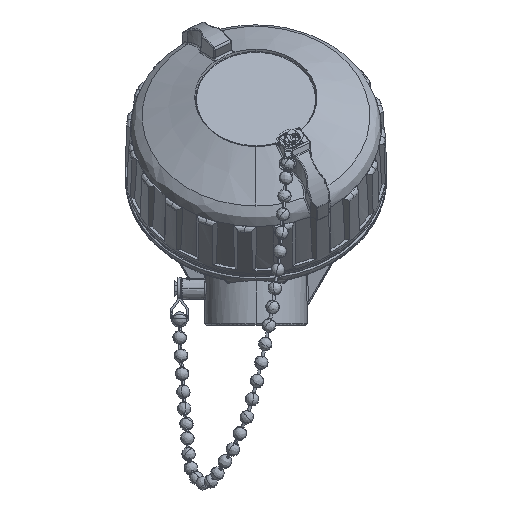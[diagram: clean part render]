
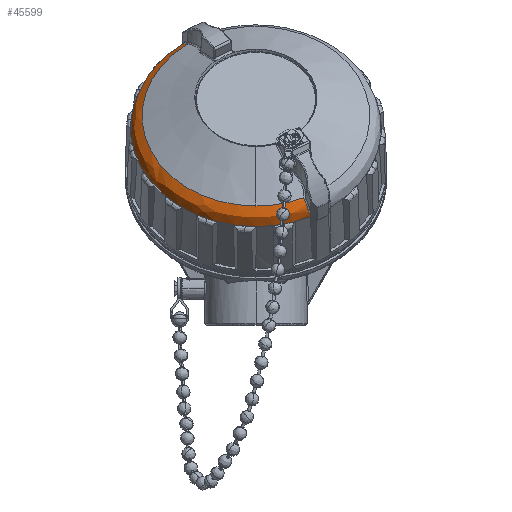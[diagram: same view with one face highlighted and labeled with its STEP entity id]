
A CAD part, left-side view. The second image highlights one B-rep face of the part: STEP entity #45599.
In plain terms, the highlighted free-form (B-spline) face has degree [3, 3] with [4, 4] control points.
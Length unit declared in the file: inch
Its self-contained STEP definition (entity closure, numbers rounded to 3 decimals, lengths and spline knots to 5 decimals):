
#465 = CARTESIAN_POINT ( 'NONE',  ( -4.31916, -0.62899, -0.43796 ) ) ;
#1336 = EDGE_CURVE ( 'NONE', #50965, #36419, #16710, .T. ) ;
#4172 = EDGE_CURVE ( 'NONE', #19034, #51229, #22247, .T. ) ;
#5210 = CARTESIAN_POINT ( 'NONE',  ( -4.28493, -0.68995, -0.59721 ) ) ;
#6274 = CARTESIAN_POINT ( 'NONE',  ( -2.47327, 0.9778, 1.54554 ) ) ;
#6740 = CIRCLE ( 'NONE', #37268, 1.65388 ) ;
#7006 = CARTESIAN_POINT ( 'NONE',  ( -2.53499, 0.95197, 1.61244 ) ) ;
#7280 = CARTESIAN_POINT ( 'NONE',  ( -4.98986, 1.82151, -1.7014 ) ) ;
#7784 = VERTEX_POINT ( 'NONE', #21460 ) ;
#8052 = CARTESIAN_POINT ( 'NONE',  ( -2.74175, 0.91221, 1.58103 ) ) ;
#8855 = EDGE_CURVE ( 'NONE', #37944, #31856, #28832, .T. ) ;
#9089 = ORIENTED_EDGE ( 'NONE', *, *, #8855, .T. ) ;
#10661 = CARTESIAN_POINT ( 'NONE',  ( -2.46037, 0.97794, 1.5362 ) ) ;
#10779 = DIRECTION ( 'NONE',  ( 0.788, 0., -0.616 ) ) ;
#12732 = CARTESIAN_POINT ( 'NONE',  ( -2.74175, 0.91221, 1.58103 ) ) ;
#14393 = AXIS2_PLACEMENT_3D ( 'NONE', #50137, #44949, #16493 ) ;
#14473 = CARTESIAN_POINT ( 'NONE',  ( -2.4872, 0.97814, 1.55323 ) ) ;
#15278 = DIRECTION ( 'NONE',  ( -0.528, -0.515, -0.675 ) ) ;
#15463 = CARTESIAN_POINT ( 'NONE',  ( -4.2715, -0.74468, -0.61019 ) ) ;
#15964 = CARTESIAN_POINT ( 'NONE',  ( -4.26496, -0.69569, -0.62626 ) ) ;
#16493 = DIRECTION ( 'NONE',  ( -0.528, -0.515, -0.675 ) ) ;
#16710 = B_SPLINE_CURVE_WITH_KNOTS ( 'NONE', 3,
 ( #10661, #6274, #14473, #31389, #19385, #40133 ),
 .UNSPECIFIED., .F., .F.,
 ( 4, 2, 4 ),
 ( -0.00027, 0.00093, 0.00213 ),
 .UNSPECIFIED. ) ;
#17837 = ORIENTED_EDGE ( 'NONE', *, *, #28024, .T. ) ;
#18700 = CARTESIAN_POINT ( 'NONE',  ( -2.71225, 0.92786, 1.59068 ) ) ;
#19034 = VERTEX_POINT ( 'NONE', #465 ) ;
#19352 = CARTESIAN_POINT ( 'NONE',  ( -3.28159, 0.00015, 0.48508 ) ) ;
#19385 = CARTESIAN_POINT ( 'NONE',  ( -2.53168, 0.98094, 1.56957 ) ) ;
#19469 = CIRCLE ( 'NONE', #50057, 1.65388 ) ;
#19882 = CARTESIAN_POINT ( 'NONE',  ( -4.26496, -0.69569, -0.62626 ) ) ;
#20065 = CARTESIAN_POINT ( 'NONE',  ( -4.29982, -0.68105, -0.56565 ) ) ;
#20183 = CARTESIAN_POINT ( 'NONE',  ( -4.25524, -0.70306, -0.63649 ) ) ;
#21460 = CARTESIAN_POINT ( 'NONE',  ( -4.29982, 0.00015, -0.8182 ) ) ;
#22247 = CIRCLE ( 'NONE', #14393, 1.50407 ) ;
#22253 = CARTESIAN_POINT ( 'NONE',  ( -3.28159, 0.00015, 0.48508 ) ) ;
#22798 = CARTESIAN_POINT ( 'NONE',  ( -2.54729, 0.98255, 1.57226 ) ) ;
#23658 = CARTESIAN_POINT ( 'NONE',  ( -3.55459, 3.29745, 0.3074 ) ) ;
#24268 = CARTESIAN_POINT ( 'NONE',  ( -4.21052, -0.71957, -0.67803 ) ) ;
#26108 = EDGE_LOOP ( 'NONE', ( #37264, #9089, #17837, #31160, #43564, #36071, #42146, #48488 ) ) ;
#26608 = CARTESIAN_POINT ( 'NONE',  ( -2.61389, 0.96618, 1.59224 ) ) ;
#26747 = B_SPLINE_CURVE_WITH_KNOTS ( 'NONE', 3,
 ( #12732, #18700, #51282, #26608, #43579, #22798 ),
 .UNSPECIFIED., .F., .F.,
 ( 4, 2, 4 ),
 ( 0., 0.5, 1. ),
 .UNSPECIFIED. ) ;
#27532 = DIRECTION ( 'NONE',  ( 0.788, 0., -0.616 ) ) ;
#27755 = CARTESIAN_POINT ( 'NONE',  ( -2.63386, 0.92054, 1.6332 ) ) ;
#28023 = CARTESIAN_POINT ( 'NONE',  ( -3.47169, 3.30483, 0.24176 ) ) ;
#28024 = EDGE_CURVE ( 'NONE', #31856, #19034, #30535, .T. ) ;
#28567 = FACE_OUTER_BOUND ( 'NONE', #26108, .T. ) ;
#28585 = EDGE_CURVE ( 'NONE', #51229, #30333, #43765, .T. ) ;
#28832 = B_SPLINE_CURVE_WITH_KNOTS ( 'NONE', 3,
 ( #53032, #24268, #44250, #32466, #20183, #49464 ),
 .UNSPECIFIED., .F., .F.,
 ( 4, 2, 4 ),
 ( -0.00027, 0.00093, 0.00213 ),
 .UNSPECIFIED. ) ;
#29565 =( BOUNDED_SURFACE ( )  B_SPLINE_SURFACE ( 3, 3, ( 
 ( #52684, #45270, #48849, #48576 ),
 ( #27755, #44451, #36489, #49659 ),
 ( #7006, #23658, #40311, #15463 ),
 ( #32118, #28023, #7280, #53227 ) ),
 .UNSPECIFIED., .F., .F., .T. ) 
 B_SPLINE_SURFACE_WITH_KNOTS ( ( 4, 4 ),
 ( 4, 4 ),
 ( 0., 1. ),
 ( 0., 1. ),
 .UNSPECIFIED. ) 
 GEOMETRIC_REPRESENTATION_ITEM ( )  RATIONAL_B_SPLINE_SURFACE ( (
 ( 1., 0.382, 0.382, 1.),
 ( 0.916, 0.35, 0.35, 0.916),
 ( 0.916, 0.35, 0.35, 0.916),
 ( 1., 0.382, 0.382, 1.) ) ) 
 REPRESENTATION_ITEM ( '' )  SURFACE ( )  );
#30123 = CARTESIAN_POINT ( 'NONE',  ( -2.54729, 0.98255, 1.57226 ) ) ;
#30333 = VERTEX_POINT ( 'NONE', #8052 ) ;
#30535 = B_SPLINE_CURVE_WITH_KNOTS ( 'NONE', 3,
 ( #15964, #5210, #20065, #42383, #36723, #46240 ),
 .UNSPECIFIED., .F., .F.,
 ( 4, 2, 4 ),
 ( 0., 0.5, 1. ),
 .UNSPECIFIED. ) ;
#31160 = ORIENTED_EDGE ( 'NONE', *, *, #4172, .T. ) ;
#31389 = CARTESIAN_POINT ( 'NONE',  ( -2.51631, 0.9797, 1.56521 ) ) ;
#31856 = VERTEX_POINT ( 'NONE', #19882 ) ;
#32118 = CARTESIAN_POINT ( 'NONE',  ( -2.44981, 0.9541, 1.54972 ) ) ;
#32466 = CARTESIAN_POINT ( 'NONE',  ( -4.24465, -0.70897, -0.64696 ) ) ;
#34119 = CARTESIAN_POINT ( 'NONE',  ( -4.19822, -0.72002, -0.68815 ) ) ;
#36032 = DIRECTION ( 'NONE',  ( 0.788, 0., -0.616 ) ) ;
#36071 = ORIENTED_EDGE ( 'NONE', *, *, #51555, .T. ) ;
#36307 = CARTESIAN_POINT ( 'NONE',  ( -4.40407, 0.00015, -0.54663 ) ) ;
#36419 = VERTEX_POINT ( 'NONE', #30123 ) ;
#36489 = CARTESIAN_POINT ( 'NONE',  ( -5.08455, 1.75743, -1.50354 ) ) ;
#36723 = CARTESIAN_POINT ( 'NONE',  ( -4.32147, -0.64442, -0.46903 ) ) ;
#36770 = AXIS2_PLACEMENT_3D ( 'NONE', #45573, #36032, #15278 ) ;
#37264 = ORIENTED_EDGE ( 'NONE', *, *, #38037, .F. ) ;
#37268 = AXIS2_PLACEMENT_3D ( 'NONE', #22253, #10779, #39445 ) ;
#37944 = VERTEX_POINT ( 'NONE', #34119 ) ;
#38037 = EDGE_CURVE ( 'NONE', #37944, #7784, #19469, .T. ) ;
#39445 = DIRECTION ( 'NONE',  ( -0.317, 0.857, -0.406 ) ) ;
#40133 = CARTESIAN_POINT ( 'NONE',  ( -2.54729, 0.98255, 1.57226 ) ) ;
#40311 = CARTESIAN_POINT ( 'NONE',  ( -5.06937, 1.81744, -1.63142 ) ) ;
#42146 = ORIENTED_EDGE ( 'NONE', *, *, #1336, .F. ) ;
#42383 = CARTESIAN_POINT ( 'NONE',  ( -4.31809, -0.65828, -0.50155 ) ) ;
#42644 = CARTESIAN_POINT ( 'NONE',  ( -2.46037, 0.97794, 1.5362 ) ) ;
#43564 = ORIENTED_EDGE ( 'NONE', *, *, #28585, .T. ) ;
#43579 = CARTESIAN_POINT ( 'NONE',  ( -2.57996, 0.97589, 1.58505 ) ) ;
#43765 = CIRCLE ( 'NONE', #36770, 1.50407 ) ;
#44250 = CARTESIAN_POINT ( 'NONE',  ( -4.22236, -0.71719, -0.66767 ) ) ;
#44451 = CARTESIAN_POINT ( 'NONE',  ( -3.6198, 3.18856, 0.37126 ) ) ;
#44949 = DIRECTION ( 'NONE',  ( 0.788, 0., -0.616 ) ) ;
#45048 = DIRECTION ( 'NONE',  ( -0.317, 0.857, -0.406 ) ) ;
#45270 = CARTESIAN_POINT ( 'NONE',  ( -3.65095, 3.00547, 0.41731 ) ) ;
#45573 = CARTESIAN_POINT ( 'NONE',  ( -3.47807, 0.00015, 0.63859 ) ) ;
#45599 = ADVANCED_FACE ( 'NONE', ( #28567 ), #29565, .T. ) ;
#46240 = CARTESIAN_POINT ( 'NONE',  ( -4.31916, -0.62899, -0.43796 ) ) ;
#48488 = ORIENTED_EDGE ( 'NONE', *, *, #48642, .F. ) ;
#48576 = CARTESIAN_POINT ( 'NONE',  ( -4.30438, -0.67873, -0.41903 ) ) ;
#48642 = EDGE_CURVE ( 'NONE', #7784, #50965, #6740, .T. ) ;
#48849 = CARTESIAN_POINT ( 'NONE',  ( -5.03159, 1.65652, -1.34983 ) ) ;
#49464 = CARTESIAN_POINT ( 'NONE',  ( -4.26496, -0.69569, -0.62626 ) ) ;
#49659 = CARTESIAN_POINT ( 'NONE',  ( -4.31303, -0.72009, -0.51604 ) ) ;
#50057 = AXIS2_PLACEMENT_3D ( 'NONE', #19352, #27532, #45048 ) ;
#50137 = CARTESIAN_POINT ( 'NONE',  ( -3.47807, 0.00015, 0.63859 ) ) ;
#50965 = VERTEX_POINT ( 'NONE', #42644 ) ;
#51229 = VERTEX_POINT ( 'NONE', #36307 ) ;
#51282 = CARTESIAN_POINT ( 'NONE',  ( -2.68004, 0.94216, 1.59505 ) ) ;
#51555 = EDGE_CURVE ( 'NONE', #30333, #36419, #26747, .T. ) ;
#52684 = CARTESIAN_POINT ( 'NONE',  ( -2.72163, 0.86769, 1.60678 ) ) ;
#53032 = CARTESIAN_POINT ( 'NONE',  ( -4.19822, -0.72002, -0.68815 ) ) ;
#53227 = CARTESIAN_POINT ( 'NONE',  ( -4.1902, -0.74635, -0.67789 ) ) ;
